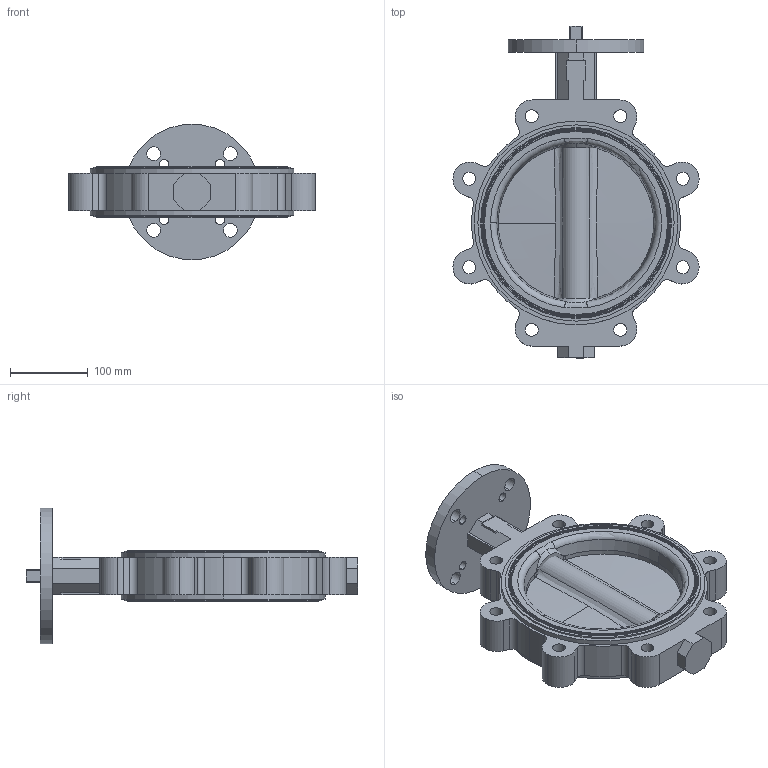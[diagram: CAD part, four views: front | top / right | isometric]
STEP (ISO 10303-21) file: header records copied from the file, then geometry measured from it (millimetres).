
FILE_DESCRIPTION (( 'STEP AP214' ), '1' );
FILE_NAME ('NS-0800-LUG.step', '2019-03-07T20:53:58', ( '' ), ( '' ), 'SwSTEP 2.0', 'SolidWorks 2019', '' );
FILE_SCHEMA (( 'AUTOMOTIVE_DESIGN' ));
Length unit declared in the file: inch
Products named in the file (1): NS-0800-LUG
Bounding box: 317.45 x 428.03 x 175 mm (x, y, z)
Surface area: 352042.4 mm2 (no closed solid volume)
Topology: 0 solids, 6 shells, 221 faces, 639 edges, 424 vertices
Faces by surface type: cylinder 98, plane 67, cone 22, torus 18, bspline 16
Entity records: 13477 total; most frequent: CARTESIAN_POINT 4687, DIRECTION 1257, ORIENTED_EDGE 1199, EDGE_CURVE 639, AXIS2_PLACEMENT_3D 500, VERTEX_POINT 424, CIRCLE 294, EDGE_LOOP 270
